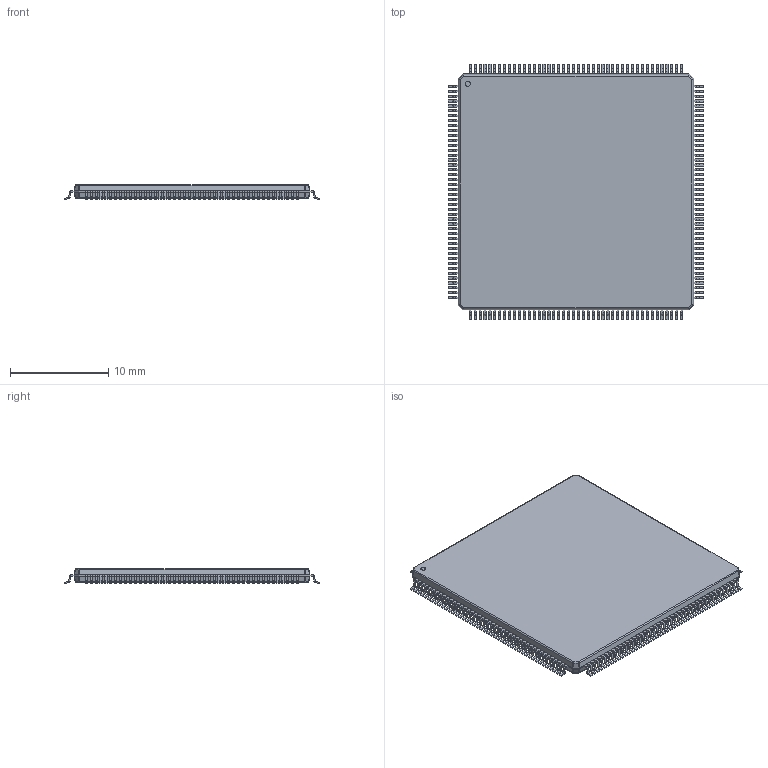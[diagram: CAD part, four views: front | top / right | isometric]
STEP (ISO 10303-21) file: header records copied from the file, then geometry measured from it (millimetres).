
FILE_DESCRIPTION((''),'2;1');
FILE_NAME('PTP0176E_ASM','2018-12-26T14:19:58',('a0412086'),(''),'CREO PARAMETRIC BY PTC INC, 2018020','CREO PARAMETRIC BY PTC INC, 2018020','');
FILE_SCHEMA(('AUTOMOTIVE_DESIGN { 1 0 10303 214 1 1 1 1 }'));
Length unit declared in the file: millimetre
Products named in the file (4): BODY-QFP; LEAD-QFP; THERMALPAD-PTP0176E; PTP0176E_ASM
Assembly tree (178 placements, depth 2):
  PTP0176E_ASM
    BODY-QFP
    LEAD-QFP  x176
    THERMALPAD-PTP0176E
Bounding box: 26.03 x 26.03 x 1.5 mm (x, y, z)
Volume: 804.7 mm3; surface area: 1558.4 mm2
Topology: 178 solids, 178 shells, 2656 faces, 6814 edges, 4516 vertices
Faces by surface type: plane 1894, cylinder 746, sphere 16
Entity records: 10106 total; most frequent: CARTESIAN_POINT 1527, DIRECTION 1386, ORIENTED_EDGE 1028, PRESENTATION_STYLE_ASSIGNMENT 517, STYLED_ITEM 517, CURVE_STYLE 514, EDGE_CURVE 514, AXIS2_PLACEMENT_3D 468
